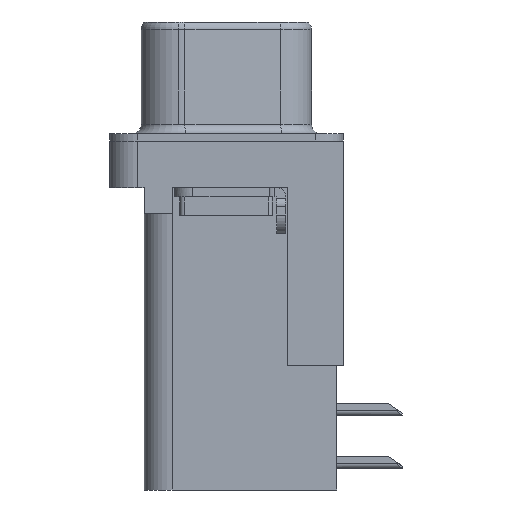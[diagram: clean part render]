
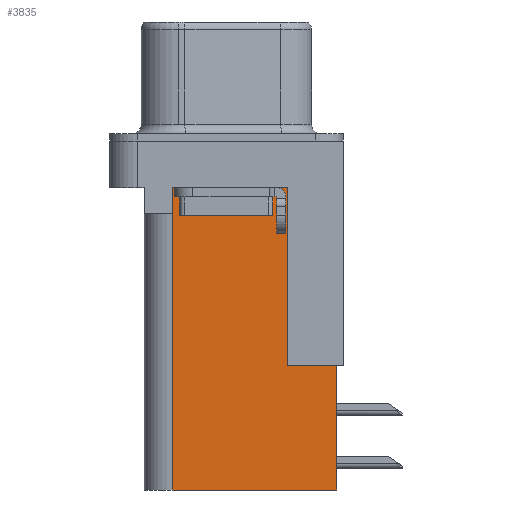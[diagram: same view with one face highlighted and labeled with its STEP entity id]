
A CAD part, left-side view. The second image highlights one B-rep face of the part: STEP entity #3835.
In plain terms, the highlighted planar face has unit normal (-1, 0, 0).
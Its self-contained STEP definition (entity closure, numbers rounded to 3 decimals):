
#7 = VECTOR ( 'NONE', #5519, 1000. ) ;
#23 = LINE ( 'NONE', #5946, #7 ) ;
#125 = EDGE_CURVE ( 'NONE', #2721, #12925, #5546, .T. ) ;
#278 = CARTESIAN_POINT ( 'NONE',  ( 3.79, 2.895, -3.9 ) ) ;
#944 = DIRECTION ( 'NONE',  ( 0., 0., -1. ) ) ;
#1020 = ORIENTED_EDGE ( 'NONE', *, *, #2976, .T. ) ;
#1341 = EDGE_CURVE ( 'NONE', #6482, #10101, #23, .T. ) ;
#1500 = EDGE_CURVE ( 'NONE', #10101, #2586, #8362, .T. ) ;
#1730 = EDGE_CURVE ( 'NONE', #9048, #10880, #6955, .T. ) ;
#1758 = EDGE_CURVE ( 'NONE', #2721, #9048, #9777, .T. ) ;
#1785 = VECTOR ( 'NONE', #944, 1000. ) ;
#1808 = EDGE_CURVE ( 'NONE', #10880, #8117, #8637, .T. ) ;
#1932 = ORIENTED_EDGE ( 'NONE', *, *, #1808, .F. ) ;
#1934 = CARTESIAN_POINT ( 'NONE',  ( 3.79, 2.925, -3.9 ) ) ;
#2006 = CARTESIAN_POINT ( 'NONE',  ( 3.79, -3.295, -12.05 ) ) ;
#2294 = CARTESIAN_POINT ( 'NONE',  ( 3.79, 0., -3.9 ) ) ;
#2320 = DIRECTION ( 'NONE',  ( 0., 0., -1. ) ) ;
#2492 = EDGE_CURVE ( 'NONE', #2586, #8117, #3098, .T. ) ;
#2586 = VERTEX_POINT ( 'NONE', #7861 ) ;
#2721 = VERTEX_POINT ( 'NONE', #11970 ) ;
#2976 = EDGE_CURVE ( 'NONE', #12925, #6482, #5661, .T. ) ;
#3098 = LINE ( 'NONE', #2294, #6320 ) ;
#3328 = ORIENTED_EDGE ( 'NONE', *, *, #125, .T. ) ;
#3353 = FACE_OUTER_BOUND ( 'NONE', #5114, .T. ) ;
#3835 = ADVANCED_FACE ( 'NONE', ( #3353 ), #10436, .F. ) ;
#5114 = EDGE_LOOP ( 'NONE', ( #8177, #5575, #13301, #1932, #14588, #5738, #3328, #1020 ) ) ;
#5218 = VECTOR ( 'NONE', #7820, 1000. ) ;
#5242 = CARTESIAN_POINT ( 'NONE',  ( 3.79, -3.295, -2.5 ) ) ;
#5513 = VECTOR ( 'NONE', #14026, 1000. ) ;
#5519 = DIRECTION ( 'NONE',  ( 0., 1., 0. ) ) ;
#5546 = LINE ( 'NONE', #6874, #5513 ) ;
#5575 = ORIENTED_EDGE ( 'NONE', *, *, #1500, .T. ) ;
#5661 = LINE ( 'NONE', #6963, #5218 ) ;
#5738 = ORIENTED_EDGE ( 'NONE', *, *, #1758, .F. ) ;
#5946 = CARTESIAN_POINT ( 'NONE',  ( 3.79, -3.295, -2.5 ) ) ;
#6320 = VECTOR ( 'NONE', #7445, 1000. ) ;
#6482 = VERTEX_POINT ( 'NONE', #5242 ) ;
#6562 = CARTESIAN_POINT ( 'NONE',  ( 3.79, -5.925, -2. ) ) ;
#6874 = CARTESIAN_POINT ( 'NONE',  ( 3.79, -6.295, -12.05 ) ) ;
#6955 = LINE ( 'NONE', #11392, #13026 ) ;
#6963 = CARTESIAN_POINT ( 'NONE',  ( 3.79, -3.295, -18.76 ) ) ;
#7445 = DIRECTION ( 'NONE',  ( 0., 1., 0. ) ) ;
#7820 = DIRECTION ( 'NONE',  ( 0., 0., 1. ) ) ;
#7861 = CARTESIAN_POINT ( 'NONE',  ( 3.79, 2.895, -3.9 ) ) ;
#7988 = DIRECTION ( 'NONE',  ( 0., 1., 0. ) ) ;
#8070 = AXIS2_PLACEMENT_3D ( 'NONE', #9400, #8085, #7988 ) ;
#8085 = DIRECTION ( 'NONE',  ( 1., 0., 0. ) ) ;
#8117 = VERTEX_POINT ( 'NONE', #1934 ) ;
#8177 = ORIENTED_EDGE ( 'NONE', *, *, #1341, .T. ) ;
#8263 = VECTOR ( 'NONE', #15673, 1000. ) ;
#8362 = LINE ( 'NONE', #278, #1785 ) ;
#8637 = LINE ( 'NONE', #12502, #8263 ) ;
#8899 = CARTESIAN_POINT ( 'NONE',  ( 3.79, 2.895, -2.5 ) ) ;
#9048 = VERTEX_POINT ( 'NONE', #13595 ) ;
#9391 = VECTOR ( 'NONE', #2320, 1000. ) ;
#9400 = CARTESIAN_POINT ( 'NONE',  ( 3.79, -3.295, -18.76 ) ) ;
#9777 = LINE ( 'NONE', #6562, #9391 ) ;
#9788 = CARTESIAN_POINT ( 'NONE',  ( 3.79, 2.925, -18.76 ) ) ;
#10101 = VERTEX_POINT ( 'NONE', #8899 ) ;
#10436 = PLANE ( 'NONE',  #8070 ) ;
#10880 = VERTEX_POINT ( 'NONE', #9788 ) ;
#11392 = CARTESIAN_POINT ( 'NONE',  ( 3.79, -3.295, -18.76 ) ) ;
#11970 = CARTESIAN_POINT ( 'NONE',  ( 3.79, -5.925, -12.05 ) ) ;
#12502 = CARTESIAN_POINT ( 'NONE',  ( 3.79, 2.925, -18.76 ) ) ;
#12925 = VERTEX_POINT ( 'NONE', #2006 ) ;
#13026 = VECTOR ( 'NONE', #15205, 1000. ) ;
#13301 = ORIENTED_EDGE ( 'NONE', *, *, #2492, .T. ) ;
#13595 = CARTESIAN_POINT ( 'NONE',  ( 3.79, -5.925, -18.76 ) ) ;
#14026 = DIRECTION ( 'NONE',  ( 0., 1., 0. ) ) ;
#14588 = ORIENTED_EDGE ( 'NONE', *, *, #1730, .F. ) ;
#15205 = DIRECTION ( 'NONE',  ( 0., 1., 0. ) ) ;
#15673 = DIRECTION ( 'NONE',  ( 0., 0., 1. ) ) ;
